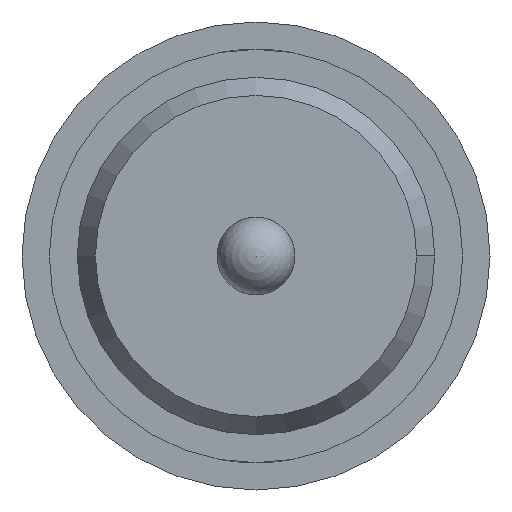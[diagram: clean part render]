
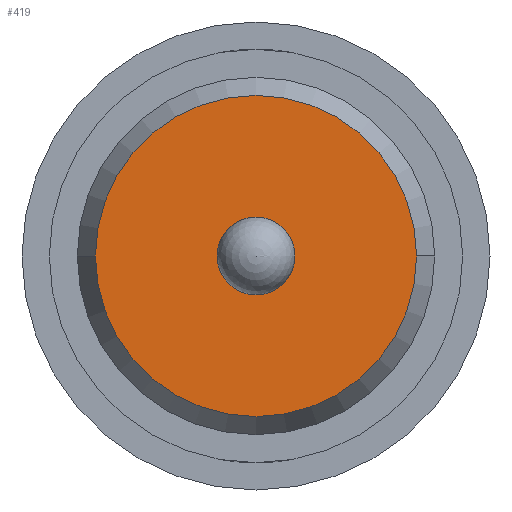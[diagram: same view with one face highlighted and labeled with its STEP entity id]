
A CAD part, front view. The second image highlights one B-rep face of the part: STEP entity #419.
In plain terms, the highlighted planar face has unit normal (0, -1, 0).
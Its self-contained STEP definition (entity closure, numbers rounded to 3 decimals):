
#81 = VERTEX_POINT ( 'NONE', #4276 ) ;
#118 = EDGE_LOOP ( 'NONE', ( #1109, #4051 ) ) ;
#123 = AXIS2_PLACEMENT_3D ( 'NONE', #1457, #215, #5096 ) ;
#206 = CARTESIAN_POINT ( 'NONE',  ( -1.03, -28.6, 0. ) ) ;
#215 = DIRECTION ( 'NONE',  ( 0., -1., 0. ) ) ;
#267 = VERTEX_POINT ( 'NONE', #206 ) ;
#417 = DIRECTION ( 'NONE',  ( 1., 0., 0. ) ) ;
#419 = ADVANCED_FACE ( 'Defeature ausgef�hrt1_22', ( #4752, #4122 ), #796, .T. ) ;
#529 = DIRECTION ( 'NONE',  ( 1., 0., 0. ) ) ;
#552 = CIRCLE ( 'NONE', #123, 1.03 ) ;
#796 = PLANE ( 'NONE',  #982 ) ;
#916 = DIRECTION ( 'NONE',  ( 0., -1., 0. ) ) ;
#982 = AXIS2_PLACEMENT_3D ( 'NONE', #3694, #2437, #417 ) ;
#1019 = CIRCLE ( 'NONE', #3996, 0.25 ) ;
#1109 = ORIENTED_EDGE ( 'NONE', *, *, #2793, .T. ) ;
#1288 = EDGE_CURVE ( 'Defeature ausgef�hrt1_22+Defeature ausgef�hrt1_24+Defeature ausgef�hrt1_24+Defeature ausgef�hrt1_24', #267, #3426, #4743, .T. ) ;
#1330 = EDGE_LOOP ( 'NONE', ( #2094, #2843 ) ) ;
#1457 = CARTESIAN_POINT ( 'NONE',  ( 0., -28.6, 0. ) ) ;
#1539 = DIRECTION ( 'NONE',  ( 0., 1., 0. ) ) ;
#1792 = CARTESIAN_POINT ( 'NONE',  ( 0., -28.6, 0. ) ) ;
#2094 = ORIENTED_EDGE ( 'NONE', *, *, #1288, .T. ) ;
#2153 = CARTESIAN_POINT ( 'NONE',  ( 0., -28.6, 0. ) ) ;
#2197 = DIRECTION ( 'NONE',  ( 0., 1., 0. ) ) ;
#2292 = AXIS2_PLACEMENT_3D ( 'NONE', #1792, #916, #529 ) ;
#2437 = DIRECTION ( 'NONE',  ( 0., -1., 0. ) ) ;
#2458 = AXIS2_PLACEMENT_3D ( 'NONE', #5135, #1539, #3942 ) ;
#2564 = EDGE_CURVE ( 'Defeature ausgef�hrt1_22+Defeature ausgef�hrt1_26+Defeature ausgef�hrt1_26+Defeature ausgef�hrt1_26', #81, #3060, #3043, .T. ) ;
#2630 = DIRECTION ( 'NONE',  ( 0., 0., -1. ) ) ;
#2793 = EDGE_CURVE ( 'Defeature ausgef�hrt1_22+Defeature ausgef�hrt1_26+Defeature ausgef�hrt1_26+Defeature ausgef�hrt1_26', #3060, #81, #1019, .T. ) ;
#2843 = ORIENTED_EDGE ( 'NONE', *, *, #5155, .T. ) ;
#3043 = CIRCLE ( 'NONE', #2458, 0.25 ) ;
#3060 = VERTEX_POINT ( 'NONE', #4770 ) ;
#3426 = VERTEX_POINT ( 'NONE', #5231 ) ;
#3694 = CARTESIAN_POINT ( 'NONE',  ( -1.145, -28.6, 0. ) ) ;
#3942 = DIRECTION ( 'NONE',  ( 0., 0., -1. ) ) ;
#3996 = AXIS2_PLACEMENT_3D ( 'NONE', #2153, #2197, #2630 ) ;
#4051 = ORIENTED_EDGE ( 'NONE', *, *, #2564, .T. ) ;
#4122 = FACE_OUTER_BOUND ( 'NONE', #1330, .T. ) ;
#4276 = CARTESIAN_POINT ( 'NONE',  ( 0., -28.6, -0.25 ) ) ;
#4743 = CIRCLE ( 'NONE', #2292, 1.03 ) ;
#4752 = FACE_BOUND ( 'NONE', #118, .T. ) ;
#4770 = CARTESIAN_POINT ( 'NONE',  ( 0., -28.6, 0.25 ) ) ;
#5096 = DIRECTION ( 'NONE',  ( 1., 0., 0. ) ) ;
#5135 = CARTESIAN_POINT ( 'NONE',  ( 0., -28.6, 0. ) ) ;
#5155 = EDGE_CURVE ( 'Defeature ausgef�hrt1_22+Defeature ausgef�hrt1_24+Defeature ausgef�hrt1_24+Defeature ausgef�hrt1_24', #3426, #267, #552, .T. ) ;
#5231 = CARTESIAN_POINT ( 'NONE',  ( 1.03, -28.6, 0. ) ) ;
